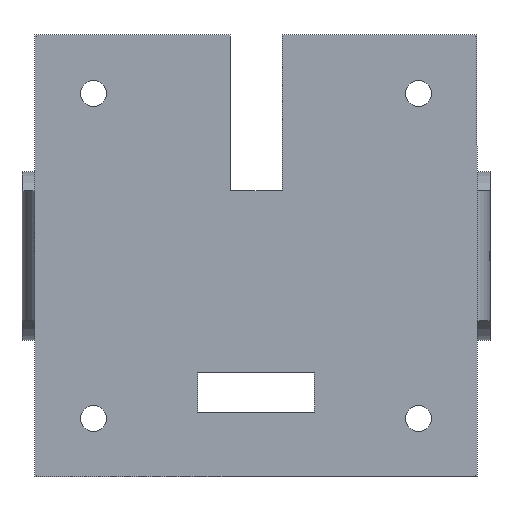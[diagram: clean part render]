
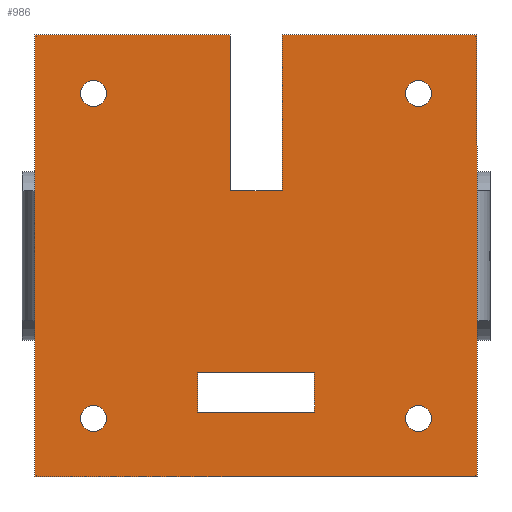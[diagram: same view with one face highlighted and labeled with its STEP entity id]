
A CAD part, left-side view. The second image highlights one B-rep face of the part: STEP entity #986.
In plain terms, the highlighted planar face has unit normal (-1, 0, 0).
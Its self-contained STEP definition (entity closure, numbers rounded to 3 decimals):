
#40=LINE('',#1460,#131);
#77=LINE('',#1613,#168);
#80=LINE('',#1618,#171);
#94=LINE('',#1646,#185);
#96=LINE('',#1649,#187);
#97=LINE('',#1652,#188);
#99=LINE('',#1655,#190);
#101=LINE('',#1659,#192);
#103=LINE('',#1663,#194);
#104=LINE('',#1666,#195);
#106=LINE('',#1670,#197);
#108=LINE('',#1673,#199);
#131=VECTOR('',#1153,4.);
#168=VECTOR('',#1288,3.);
#171=VECTOR('',#1293,9.);
#185=VECTOR('',#1315,15.);
#187=VECTOR('',#1319,12.);
#188=VECTOR('',#1322,9.);
#190=VECTOR('',#1326,3.);
#192=VECTOR('',#1330,12.);
#194=VECTOR('',#1334,15.);
#195=VECTOR('',#1337,34.);
#197=VECTOR('',#1341,34.);
#199=VECTOR('',#1345,34.);
#229=PLANE('',#1079);
#258=FACE_BOUND('',#380,.T.);
#259=FACE_BOUND('',#381,.T.);
#260=FACE_BOUND('',#382,.T.);
#261=FACE_BOUND('',#383,.T.);
#262=FACE_BOUND('',#384,.T.);
#263=FACE_BOUND('',#385,.T.);
#380=EDGE_LOOP('',(#890));
#381=EDGE_LOOP('',(#891));
#382=EDGE_LOOP('',(#892));
#383=EDGE_LOOP('',(#893));
#384=EDGE_LOOP('',(#894,#895,#896,#897));
#385=EDGE_LOOP('',(#898,#899,#900,#901,#902,#903,#904,#905));
#424=CIRCLE('',#1051,1.);
#426=CIRCLE('',#1054,1.);
#428=CIRCLE('',#1057,1.);
#430=CIRCLE('',#1060,1.);
#463=VERTEX_POINT('',#1457);
#464=VERTEX_POINT('',#1459);
#491=VERTEX_POINT('',#1568);
#493=VERTEX_POINT('',#1573);
#495=VERTEX_POINT('',#1578);
#497=VERTEX_POINT('',#1583);
#506=VERTEX_POINT('',#1610);
#507=VERTEX_POINT('',#1612);
#508=VERTEX_POINT('',#1616);
#517=VERTEX_POINT('',#1643);
#518=VERTEX_POINT('',#1645);
#519=VERTEX_POINT('',#1651);
#520=VERTEX_POINT('',#1657);
#521=VERTEX_POINT('',#1661);
#522=VERTEX_POINT('',#1665);
#523=VERTEX_POINT('',#1669);
#560=EDGE_CURVE('',#464,#463,#40,.T.);
#604=EDGE_CURVE('',#491,#491,#424,.T.);
#606=EDGE_CURVE('',#493,#493,#426,.T.);
#608=EDGE_CURVE('',#495,#495,#428,.T.);
#610=EDGE_CURVE('',#497,#497,#430,.T.);
#624=EDGE_CURVE('',#507,#506,#77,.T.);
#627=EDGE_CURVE('',#506,#508,#80,.T.);
#641=EDGE_CURVE('',#517,#518,#94,.T.);
#643=EDGE_CURVE('',#517,#464,#96,.T.);
#644=EDGE_CURVE('',#519,#507,#97,.T.);
#646=EDGE_CURVE('',#508,#519,#99,.T.);
#648=EDGE_CURVE('',#463,#520,#101,.T.);
#650=EDGE_CURVE('',#521,#520,#103,.T.);
#651=EDGE_CURVE('',#522,#521,#104,.T.);
#653=EDGE_CURVE('',#523,#522,#106,.T.);
#655=EDGE_CURVE('',#518,#523,#108,.T.);
#890=ORIENTED_EDGE('',*,*,#604,.T.);
#891=ORIENTED_EDGE('',*,*,#606,.T.);
#892=ORIENTED_EDGE('',*,*,#608,.T.);
#893=ORIENTED_EDGE('',*,*,#610,.T.);
#894=ORIENTED_EDGE('',*,*,#627,.T.);
#895=ORIENTED_EDGE('',*,*,#646,.T.);
#896=ORIENTED_EDGE('',*,*,#644,.T.);
#897=ORIENTED_EDGE('',*,*,#624,.T.);
#898=ORIENTED_EDGE('',*,*,#648,.T.);
#899=ORIENTED_EDGE('',*,*,#650,.F.);
#900=ORIENTED_EDGE('',*,*,#651,.F.);
#901=ORIENTED_EDGE('',*,*,#653,.F.);
#902=ORIENTED_EDGE('',*,*,#655,.F.);
#903=ORIENTED_EDGE('',*,*,#641,.F.);
#904=ORIENTED_EDGE('',*,*,#643,.T.);
#905=ORIENTED_EDGE('',*,*,#560,.T.);
#986=ADVANCED_FACE('',(#258,#259,#260,#261,#262,#263),#229,.F.);
#1051=AXIS2_PLACEMENT_3D('',#1569,#1245,#1246);
#1054=AXIS2_PLACEMENT_3D('',#1574,#1251,#1252);
#1057=AXIS2_PLACEMENT_3D('',#1579,#1257,#1258);
#1060=AXIS2_PLACEMENT_3D('',#1584,#1263,#1264);
#1079=AXIS2_PLACEMENT_3D('',#1674,#1346,#1347);
#1153=DIRECTION('',(0.,1.,0.));
#1245=DIRECTION('center_axis',(1.,0.,0.));
#1246=DIRECTION('ref_axis',(0.,0.,-1.));
#1251=DIRECTION('center_axis',(1.,0.,0.));
#1252=DIRECTION('ref_axis',(0.,0.,-1.));
#1257=DIRECTION('center_axis',(1.,0.,0.));
#1258=DIRECTION('ref_axis',(0.,0.,-1.));
#1263=DIRECTION('center_axis',(1.,0.,0.));
#1264=DIRECTION('ref_axis',(0.,0.,-1.));
#1288=DIRECTION('',(0.,0.,1.));
#1293=DIRECTION('',(0.,-1.,0.));
#1315=DIRECTION('',(0.,-1.,0.));
#1319=DIRECTION('',(0.,0.,-1.));
#1322=DIRECTION('',(0.,1.,0.));
#1326=DIRECTION('',(0.,0.,-1.));
#1330=DIRECTION('',(0.,0.,1.));
#1334=DIRECTION('',(0.,-1.,0.));
#1337=DIRECTION('',(0.,0.,1.));
#1341=DIRECTION('',(0.,1.,0.));
#1345=DIRECTION('',(0.,0.,-1.));
#1346=DIRECTION('center_axis',(1.,0.,0.));
#1347=DIRECTION('ref_axis',(0.,0.,-1.));
#1457=CARTESIAN_POINT('',(-1.5,20.,10.));
#1459=CARTESIAN_POINT('',(-1.5,16.,10.));
#1460=CARTESIAN_POINT('',(-1.5,17.,10.));
#1568=CARTESIAN_POINT('',(-1.5,5.5,18.5));
#1569=CARTESIAN_POINT('Origin',(-1.5,5.5,17.5));
#1573=CARTESIAN_POINT('',(-1.5,5.5,-6.5));
#1574=CARTESIAN_POINT('Origin',(-1.5,5.5,-7.5));
#1578=CARTESIAN_POINT('',(-1.5,30.5,18.5));
#1579=CARTESIAN_POINT('Origin',(-1.5,30.5,17.5));
#1583=CARTESIAN_POINT('',(-1.5,30.5,-6.5));
#1584=CARTESIAN_POINT('Origin',(-1.5,30.5,-7.5));
#1610=CARTESIAN_POINT('',(-1.5,22.5,-4.));
#1612=CARTESIAN_POINT('',(-1.5,22.5,-7.));
#1613=CARTESIAN_POINT('',(-1.5,22.5,-1.));
#1616=CARTESIAN_POINT('',(-1.5,13.5,-4.));
#1618=CARTESIAN_POINT('',(-1.5,20.25,-4.));
#1643=CARTESIAN_POINT('',(-1.5,16.,22.));
#1645=CARTESIAN_POINT('',(-1.5,1.,22.));
#1646=CARTESIAN_POINT('',(-1.5,35.,22.));
#1649=CARTESIAN_POINT('',(-1.5,16.,14.261));
#1651=CARTESIAN_POINT('',(-1.5,13.5,-7.));
#1652=CARTESIAN_POINT('',(-1.5,15.75,-7.));
#1655=CARTESIAN_POINT('',(-1.5,13.5,0.5));
#1657=CARTESIAN_POINT('',(-1.5,20.,22.));
#1659=CARTESIAN_POINT('',(-1.5,20.,7.5));
#1661=CARTESIAN_POINT('',(-1.5,35.,22.));
#1663=CARTESIAN_POINT('',(-1.5,35.,22.));
#1665=CARTESIAN_POINT('',(-1.5,35.,-12.));
#1666=CARTESIAN_POINT('',(-1.5,35.,-12.));
#1669=CARTESIAN_POINT('',(-1.5,1.,-12.));
#1670=CARTESIAN_POINT('',(-1.5,1.,-12.));
#1673=CARTESIAN_POINT('',(-1.5,1.,22.));
#1674=CARTESIAN_POINT('Origin',(-1.5,18.,5.));
